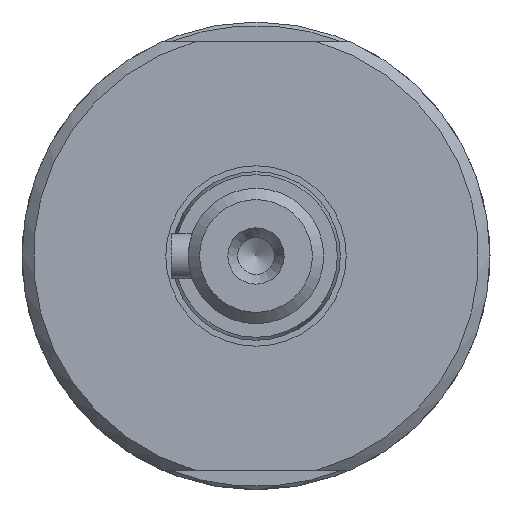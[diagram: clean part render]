
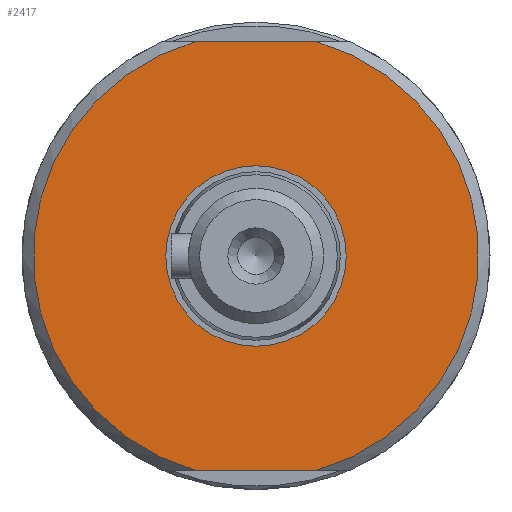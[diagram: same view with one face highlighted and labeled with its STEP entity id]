
A CAD part, left-side view. The second image highlights one B-rep face of the part: STEP entity #2417.
In plain terms, the highlighted planar face has unit normal (-1, 0, 0).
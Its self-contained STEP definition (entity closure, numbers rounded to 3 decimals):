
#86=LINE('',#3486,#307);
#90=LINE('',#3502,#311);
#307=VECTOR('',#2834,10.);
#311=VECTOR('',#2842,10.);
#675=FACE_BOUND('',#844,.T.);
#707=FACE_OUTER_BOUND('',#843,.T.);
#843=EDGE_LOOP('',(#1700,#1701,#1702,#1703));
#844=EDGE_LOOP('',(#1704,#1705));
#993=CIRCLE('',#2589,19.75);
#994=CIRCLE('',#2592,8.);
#995=CIRCLE('',#2593,8.);
#996=CIRCLE('',#2595,19.75);
#1079=VERTEX_POINT('',#3481);
#1080=VERTEX_POINT('',#3485);
#1083=VERTEX_POINT('',#3497);
#1084=VERTEX_POINT('',#3501);
#1085=VERTEX_POINT('',#3512);
#1086=VERTEX_POINT('',#3514);
#1314=EDGE_CURVE('',#1080,#1079,#86,.T.);
#1320=EDGE_CURVE('',#1084,#1083,#90,.T.);
#1323=EDGE_CURVE('',#1080,#1083,#993,.T.);
#1325=EDGE_CURVE('',#1086,#1085,#994,.T.);
#1326=EDGE_CURVE('',#1085,#1086,#995,.T.);
#1327=EDGE_CURVE('',#1084,#1079,#996,.T.);
#1700=ORIENTED_EDGE('',*,*,#1314,.T.);
#1701=ORIENTED_EDGE('',*,*,#1327,.F.);
#1702=ORIENTED_EDGE('',*,*,#1320,.T.);
#1703=ORIENTED_EDGE('',*,*,#1323,.F.);
#1704=ORIENTED_EDGE('',*,*,#1325,.T.);
#1705=ORIENTED_EDGE('',*,*,#1326,.T.);
#2322=PLANE('',#2594);
#2417=ADVANCED_FACE('',(#707,#675),#2322,.T.);
#2589=AXIS2_PLACEMENT_3D('',#3509,#2849,#2850);
#2592=AXIS2_PLACEMENT_3D('',#3515,#2856,#2857);
#2593=AXIS2_PLACEMENT_3D('',#3516,#2858,#2859);
#2594=AXIS2_PLACEMENT_3D('',#3517,#2860,#2861);
#2595=AXIS2_PLACEMENT_3D('',#3518,#2862,#2863);
#2834=DIRECTION('',(0.,-1.,0.));
#2842=DIRECTION('',(0.,1.,0.));
#2849=DIRECTION('center_axis',(1.,0.,0.));
#2850=DIRECTION('ref_axis',(0.,1.,0.));
#2856=DIRECTION('center_axis',(1.,0.,0.));
#2857=DIRECTION('ref_axis',(0.,1.,0.));
#2858=DIRECTION('center_axis',(1.,0.,0.));
#2859=DIRECTION('ref_axis',(0.,1.,0.));
#2860=DIRECTION('center_axis',(-1.,0.,0.));
#2861=DIRECTION('ref_axis',(0.,0.,
1.));
#2862=DIRECTION('center_axis',(1.,0.,0.));
#2863=DIRECTION('ref_axis',(0.,1.,0.));
#3481=CARTESIAN_POINT('',(-85.,-5.391,-19.));
#3485=CARTESIAN_POINT('',(-85.,5.391,-19.));
#3486=CARTESIAN_POINT('',(-85.,1.392,-19.));
#3497=CARTESIAN_POINT('',(-85.,5.391,19.));
#3501=CARTESIAN_POINT('',(-85.,-5.391,19.));
#3502=CARTESIAN_POINT('',(-85.,12.483,19.));
#3509=CARTESIAN_POINT('Origin',(-85.,0.,0.));
#3512=CARTESIAN_POINT('',(-85.,-8.,0.));
#3514=CARTESIAN_POINT('',(-85.,8.,0.));
#3515=CARTESIAN_POINT('Origin',(-85.,0.,0.));
#3516=CARTESIAN_POINT('Origin',(-85.,0.,0.));
#3517=CARTESIAN_POINT('Origin',(-85.,13.875,0.));
#3518=CARTESIAN_POINT('Origin',(-85.,0.,0.));
